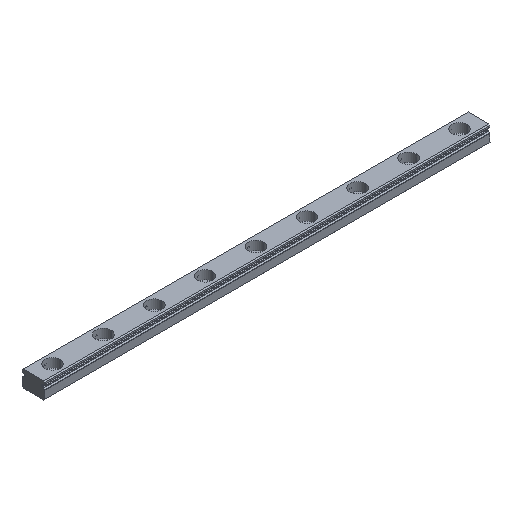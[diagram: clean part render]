
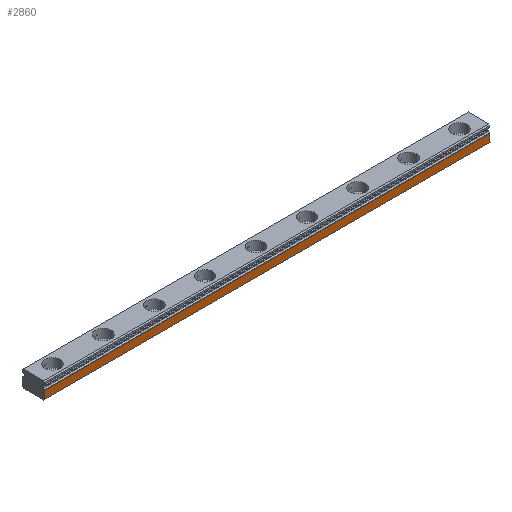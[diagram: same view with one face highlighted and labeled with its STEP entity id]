
A CAD part, isometric view. The second image highlights one B-rep face of the part: STEP entity #2860.
In plain terms, the highlighted planar face has unit normal (0, -1, 0).
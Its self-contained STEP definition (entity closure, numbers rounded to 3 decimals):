
#3 = CARTESIAN_POINT ( 'NONE',  ( -7.5, -4.5, 0.4 ) ) ;
#15 = DIRECTION ( 'NONE',  ( 0., 0., -1. ) ) ;
#32 = ORIENTED_EDGE ( 'NONE', *, *, #258, .T. ) ;
#189 = AXIS2_PLACEMENT_3D ( 'NONE', #3, #2479, #449 ) ;
#258 = EDGE_CURVE ( 'NONE', #260, #2775, #565, .T. ) ;
#260 = VERTEX_POINT ( 'NONE', #766 ) ;
#300 = CARTESIAN_POINT ( 'NONE',  ( -7.5, -4.5, 0.4 ) ) ;
#356 = CARTESIAN_POINT ( 'NONE',  ( -7.5, -4.5, 0.4 ) ) ;
#449 = DIRECTION ( 'NONE',  ( -1., 0., 0. ) ) ;
#560 = CARTESIAN_POINT ( 'NONE',  ( -7.5, -4.5, 3.442 ) ) ;
#565 = LINE ( 'NONE', #2764, #821 ) ;
#664 = CARTESIAN_POINT ( 'NONE',  ( 167.5, -4.5, 3.442 ) ) ;
#766 = CARTESIAN_POINT ( 'NONE',  ( 167.5, -4.5, 0.4 ) ) ;
#821 = VECTOR ( 'NONE', #2110, 1000. ) ;
#879 = VECTOR ( 'NONE', #2333, 1000. ) ;
#888 = PLANE ( 'NONE',  #189 ) ;
#918 = EDGE_CURVE ( 'NONE', #1939, #1517, #2524, .T. ) ;
#1320 = FACE_OUTER_BOUND ( 'NONE', #2030, .T. ) ;
#1489 = LINE ( 'NONE', #560, #879 ) ;
#1517 = VERTEX_POINT ( 'NONE', #300 ) ;
#1525 = VECTOR ( 'NONE', #15, 1000. ) ;
#1544 = ORIENTED_EDGE ( 'NONE', *, *, #2380, .F. ) ;
#1925 = ORIENTED_EDGE ( 'NONE', *, *, #2466, .T. ) ;
#1939 = VERTEX_POINT ( 'NONE', #2414 ) ;
#1996 = ORIENTED_EDGE ( 'NONE', *, *, #918, .T. ) ;
#2030 = EDGE_LOOP ( 'NONE', ( #32, #1544, #1996, #1925 ) ) ;
#2110 = DIRECTION ( 'NONE',  ( 0., 0., 1. ) ) ;
#2333 = DIRECTION ( 'NONE',  ( 1., 0., 0. ) ) ;
#2348 = LINE ( 'NONE', #356, #2790 ) ;
#2380 = EDGE_CURVE ( 'NONE', #1939, #2775, #1489, .T. ) ;
#2414 = CARTESIAN_POINT ( 'NONE',  ( -7.5, -4.5, 3.442 ) ) ;
#2466 = EDGE_CURVE ( 'NONE', #1517, #260, #2348, .T. ) ;
#2479 = DIRECTION ( 'NONE',  ( 0., -1., 0. ) ) ;
#2507 = CARTESIAN_POINT ( 'NONE',  ( -7.5, -4.5, 3.442 ) ) ;
#2524 = LINE ( 'NONE', #2507, #1525 ) ;
#2764 = CARTESIAN_POINT ( 'NONE',  ( 167.5, -4.5, -0.099 ) ) ;
#2775 = VERTEX_POINT ( 'NONE', #664 ) ;
#2790 = VECTOR ( 'NONE', #2804, 1000. ) ;
#2804 = DIRECTION ( 'NONE',  ( 1., 0., 0. ) ) ;
#2860 = ADVANCED_FACE ( 'NONE', ( #1320 ), #888, .T. ) ;
